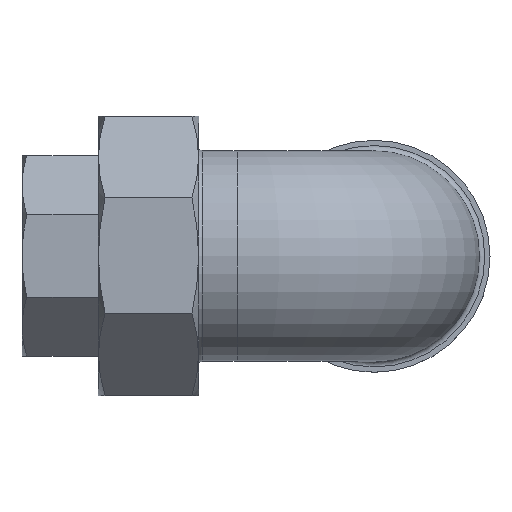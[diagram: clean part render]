
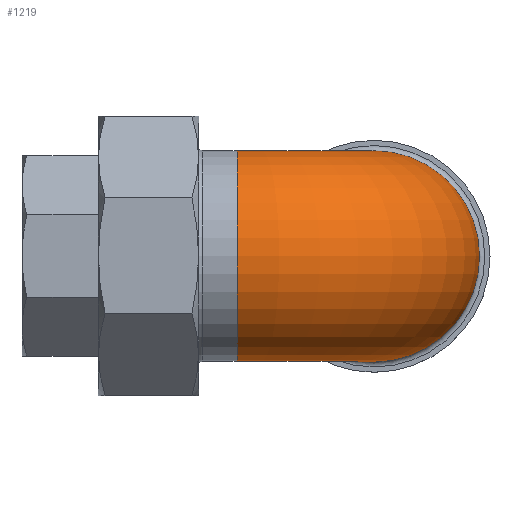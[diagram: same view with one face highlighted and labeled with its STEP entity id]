
A CAD part, top view. The second image highlights one B-rep face of the part: STEP entity #1219.
In plain terms, the highlighted toroidal (fillet/blend) face has major radius 26 mm and minor radius 20 mm.
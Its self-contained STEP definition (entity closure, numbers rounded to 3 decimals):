
#47=TOROIDAL_SURFACE('',#1426,26.,20.);
#244=FACE_OUTER_BOUND('',#334,.T.);
#334=EDGE_LOOP('',(#1006,#1007,#1008,#1009));
#412=CIRCLE('',#1403,20.);
#418=CIRCLE('',#1412,20.);
#426=CIRCLE('',#1427,6.);
#556=VERTEX_POINT('',#2550);
#561=VERTEX_POINT('',#2565);
#700=EDGE_CURVE('',#556,#556,#412,.T.);
#708=EDGE_CURVE('',#561,#561,#418,.T.);
#720=EDGE_CURVE('',#561,#556,#426,.T.);
#1006=ORIENTED_EDGE('',*,*,#708,.F.);
#1007=ORIENTED_EDGE('',*,*,#720,.T.);
#1008=ORIENTED_EDGE('',*,*,#700,.T.);
#1009=ORIENTED_EDGE('',*,*,#720,.F.);
#1219=ADVANCED_FACE('',(#244),#47,.T.);
#1403=AXIS2_PLACEMENT_3D('',#2551,#1667,#1668);
#1412=AXIS2_PLACEMENT_3D('',#2567,#1687,#1688);
#1426=AXIS2_PLACEMENT_3D('',#2591,#1719,#1720);
#1427=AXIS2_PLACEMENT_3D('',#2592,#1721,#1722);
#1667=DIRECTION('center_axis',(1.,0.,0.));
#1668=DIRECTION('ref_axis',(0.,1.,0.));
#1687=DIRECTION('center_axis',(0.,-1.,0.));
#1688=DIRECTION('ref_axis',(1.,0.,0.));
#1719=DIRECTION('center_axis',(0.,0.,-1.));
#1720=DIRECTION('ref_axis',(-1.,0.,0.));
#1721=DIRECTION('center_axis',(0.,0.,1.));
#1722=DIRECTION('ref_axis',(-1.,0.,0.));
#2550=CARTESIAN_POINT('',(19.,-20.,0.));
#2551=CARTESIAN_POINT('Origin',(19.,0.,0.));
#2565=CARTESIAN_POINT('',(25.,-26.,0.));
#2567=CARTESIAN_POINT('Origin',(45.,-26.,0.));
#2591=CARTESIAN_POINT('Origin',(19.,-26.,0.));
#2592=CARTESIAN_POINT('Origin',(19.,-26.,0.));
